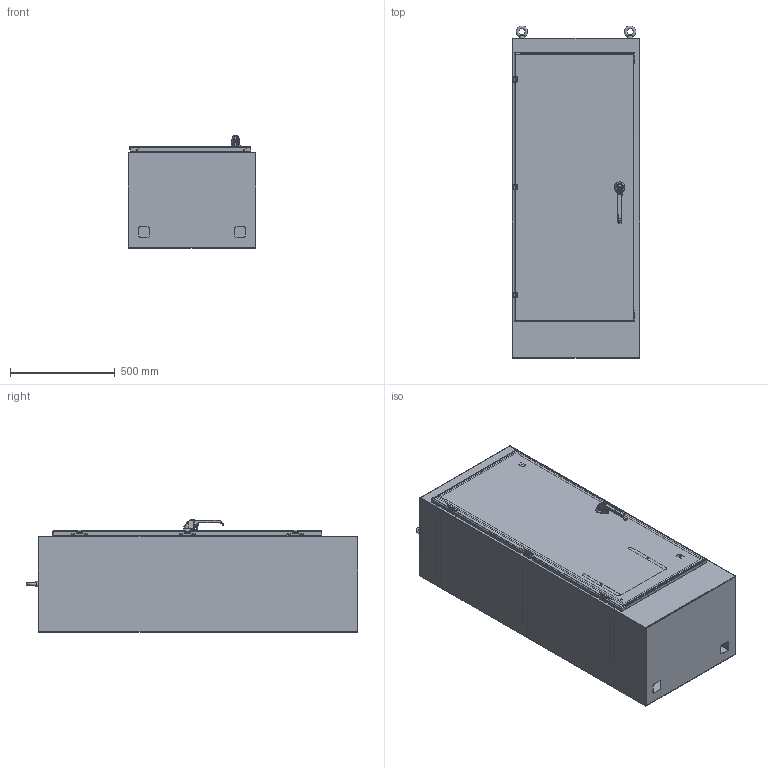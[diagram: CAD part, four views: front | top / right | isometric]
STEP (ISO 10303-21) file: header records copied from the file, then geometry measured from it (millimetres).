
FILE_DESCRIPTION (( 'STEP AP214' ), '1' );
FILE_NAME ('SCE-60EL2418FS_REV5.STEP', '2023-08-23T14:27:53', ( '' ), ( '' ), 'SwSTEP 2.0', 'SolidWorks 2021', '' );
FILE_SCHEMA (( 'AUTOMOTIVE_DESIGN' ));
Length unit declared in the file: inch
Products named in the file (1): SCE-60EL2418FS_REV5
Bounding box: 609.6 x 1582.04 x 534.37 mm (x, y, z)
Volume: 9118798.5 mm3; surface area: 9124761.7 mm2
Topology: 50 solids, 50 shells, 3976 faces, 10414 edges, 6460 vertices
Faces by surface type: plane 1613, cylinder 1423, bspline 461, torus 214, cone 196, sphere 69
Full cylindrical faces by diameter (mm): 1.016 x3, 3.962 x3, 4.775 x4, 5.105 x6, 5.5 x1, 6.308 x6, 6.35 x7, 8.56 x6, 15.9 x1, 18.54 x4, 25.4 x2, 25.715 x2, 27 x3
Entity records: 196065 total; most frequent: CARTESIAN_POINT 102033, ORIENTED_EDGE 20504, DIRECTION 18209, EDGE_CURVE 10252, AXIS2_PLACEMENT_3D 6448, VERTEX_POINT 6441, VECTOR 5313, LINE 5313
